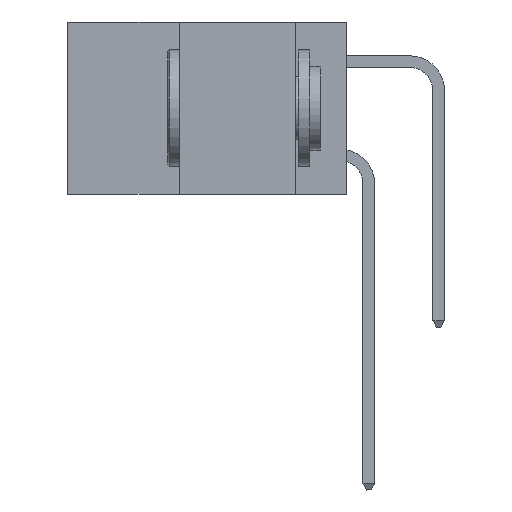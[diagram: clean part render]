
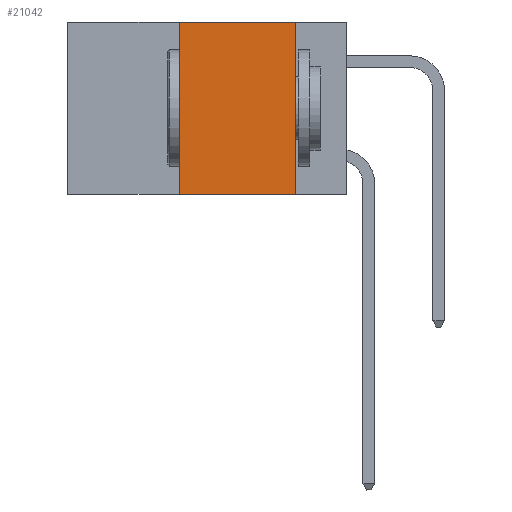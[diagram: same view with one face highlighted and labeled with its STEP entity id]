
A CAD part, left-side view. The second image highlights one B-rep face of the part: STEP entity #21042.
In plain terms, the highlighted planar face has unit normal (-1, 0, 0).
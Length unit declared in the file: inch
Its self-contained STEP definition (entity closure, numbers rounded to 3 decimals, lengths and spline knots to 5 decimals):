
#752 = CARTESIAN_POINT ( 'NONE',  ( 0., 0.36, -0.37 ) ) ;
#1402 = CARTESIAN_POINT ( 'NONE',  ( 0., 0.11, -0.37 ) ) ;
#2044 = VECTOR ( 'NONE', #15559, 39.37008 ) ;
#2137 = VECTOR ( 'NONE', #19155, 39.37008 ) ;
#3305 = CARTESIAN_POINT ( 'NONE',  ( 0., 0.6, 0. ) ) ;
#3494 = LINE ( 'NONE', #8903, #19463 ) ;
#4877 = VERTEX_POINT ( 'NONE', #26179 ) ;
#5190 = EDGE_CURVE ( 'NONE', #19163, #12156, #8244, .T. ) ;
#5901 = EDGE_CURVE ( 'NONE', #12156, #4877, #23463, .T. ) ;
#6558 = VERTEX_POINT ( 'NONE', #1402 ) ;
#6902 = ORIENTED_EDGE ( 'NONE', *, *, #5190, .F. ) ;
#7469 = DIRECTION ( 'NONE',  ( 1., 0., 0. ) ) ;
#7673 = CARTESIAN_POINT ( 'NONE',  ( 0., 0.36, 0. ) ) ;
#8244 = LINE ( 'NONE', #7673, #2044 ) ;
#8903 = CARTESIAN_POINT ( 'NONE',  ( 0., 0.6, -0.37 ) ) ;
#9169 = CARTESIAN_POINT ( 'NONE',  ( 0., 0.6, 0. ) ) ;
#11773 = PLANE ( 'NONE',  #16122 ) ;
#12156 = VERTEX_POINT ( 'NONE', #21965 ) ;
#13189 = EDGE_CURVE ( 'NONE', #19163, #6558, #3494, .T. ) ;
#15212 = DIRECTION ( 'NONE',  ( 0., -1., 0. ) ) ;
#15559 = DIRECTION ( 'NONE',  ( 0., 0., 1. ) ) ;
#15902 = FACE_OUTER_BOUND ( 'NONE', #24313, .T. ) ;
#16122 = AXIS2_PLACEMENT_3D ( 'NONE', #3305, #7469, #26335 ) ;
#18623 = ORIENTED_EDGE ( 'NONE', *, *, #22067, .F. ) ;
#18970 = CARTESIAN_POINT ( 'NONE',  ( 0., 0.11, 0. ) ) ;
#19155 = DIRECTION ( 'NONE',  ( 0., 0., -1. ) ) ;
#19163 = VERTEX_POINT ( 'NONE', #752 ) ;
#19463 = VECTOR ( 'NONE', #15212, 39.37008 ) ;
#20038 = LINE ( 'NONE', #18970, #2137 ) ;
#21042 = ADVANCED_FACE ( 'NONE', ( #15902 ), #11773, .F. ) ;
#21965 = CARTESIAN_POINT ( 'NONE',  ( 0., 0.36, 0. ) ) ;
#22067 = EDGE_CURVE ( 'NONE', #4877, #6558, #20038, .T. ) ;
#23463 = LINE ( 'NONE', #9169, #25462 ) ;
#23711 = DIRECTION ( 'NONE',  ( 0., -1., 0. ) ) ;
#23784 = ORIENTED_EDGE ( 'NONE', *, *, #5901, .F. ) ;
#24313 = EDGE_LOOP ( 'NONE', ( #18623, #23784, #6902, #25570 ) ) ;
#25462 = VECTOR ( 'NONE', #23711, 39.37008 ) ;
#25570 = ORIENTED_EDGE ( 'NONE', *, *, #13189, .T. ) ;
#26179 = CARTESIAN_POINT ( 'NONE',  ( 0., 0.11, 0. ) ) ;
#26335 = DIRECTION ( 'NONE',  ( 0., 0., -1. ) ) ;
